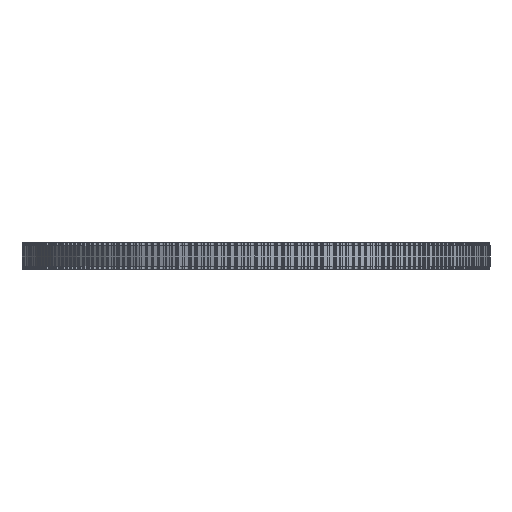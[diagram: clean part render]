
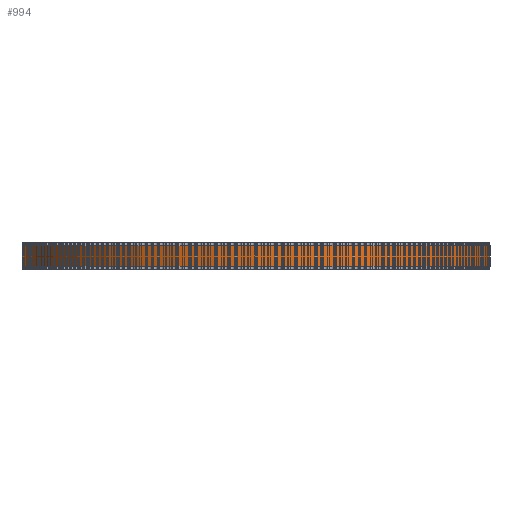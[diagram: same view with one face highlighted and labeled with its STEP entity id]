
A CAD part, front view. The second image highlights one B-rep face of the part: STEP entity #994.
In plain terms, the highlighted cylindrical face has radius 69.392 mm (diameter 138.783 mm), a full revolution.
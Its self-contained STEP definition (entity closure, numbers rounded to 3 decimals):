
#97=FACE_BOUND('',#3616,.T.);
#98=FACE_BOUND('',#3617,.T.);
#994=ADVANCED_FACE('',(#97,#98),#1867,.T.);
#1867=CYLINDRICAL_SURFACE('',#19327,69.392);
#3616=EDGE_LOOP('',(#10594));
#3617=EDGE_LOOP('',(#10595));
#10594=ORIENTED_EDGE('',*,*,#14958,.T.);
#10595=ORIENTED_EDGE('',*,*,#14959,.T.);
#12340=VERTEX_POINT('',#30680);
#12341=VERTEX_POINT('',#30682);
#14958=EDGE_CURVE('',#12340,#12340,#16704,.T.);
#14959=EDGE_CURVE('',#12341,#12341,#16705,.T.);
#16704=CIRCLE('',#19325,69.392);
#16705=CIRCLE('',#19326,69.392);
#19325=AXIS2_PLACEMENT_3D('',#30679,#25438,#25439);
#19326=AXIS2_PLACEMENT_3D('',#30681,#25440,#25441);
#19327=AXIS2_PLACEMENT_3D('',#30683,#25442,#25443);
#25438=DIRECTION('',(0.,0.,1.));
#25439=DIRECTION('',(1.,0.,0.));
#25440=DIRECTION('',(0.,0.,-1.));
#25441=DIRECTION('',(1.,0.,0.));
#25442=DIRECTION('',(0.,0.,1.));
#25443=DIRECTION('',(1.,0.,0.));
#30679=CARTESIAN_POINT('',(0.,0.,1.));
#30680=CARTESIAN_POINT('',(69.392,0.,1.));
#30681=CARTESIAN_POINT('',(0.,0.,7.));
#30682=CARTESIAN_POINT('',(69.392,0.,7.));
#30683=CARTESIAN_POINT('',(0.,0.,1.));
